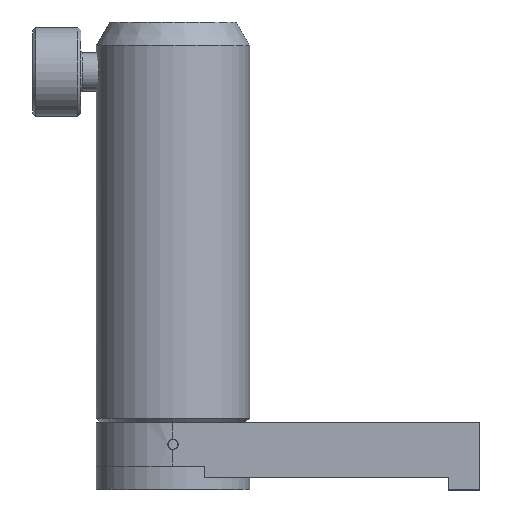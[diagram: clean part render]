
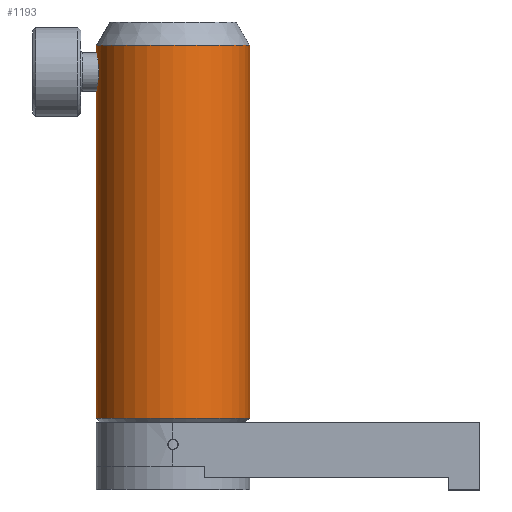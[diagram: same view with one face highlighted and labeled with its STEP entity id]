
A CAD part, top view. The second image highlights one B-rep face of the part: STEP entity #1193.
In plain terms, the highlighted cylindrical face has radius 12.497 mm (diameter 24.994 mm), a partial arc.
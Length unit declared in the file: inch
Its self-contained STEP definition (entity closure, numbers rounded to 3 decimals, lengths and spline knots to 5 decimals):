
#386 = CARTESIAN_POINT ( 'NONE',  ( -0.31208, 2.47324, 0.05557 ) ) ;
#387 = CARTESIAN_POINT ( 'NONE',  ( -0.3112, 2.46961, 0.06274 ) ) ;
#388 = CARTESIAN_POINT ( 'NONE',  ( -0.30928, 2.4611, 0.0762 ) ) ;
#389 = CARTESIAN_POINT ( 'NONE',  ( -0.30824, 2.45623, 0.08245 ) ) ;
#390 = CARTESIAN_POINT ( 'NONE',  ( -0.30509, 2.43978, 0.09977 ) ) ;
#391 = CARTESIAN_POINT ( 'NONE',  ( -0.30305, 2.42697, 0.10873 ) ) ;
#392 = CARTESIAN_POINT ( 'NONE',  ( -0.30074, 2.40507, 0.11831 ) ) ;
#393 = CARTESIAN_POINT ( 'NONE',  ( -0.30012, 2.39754, 0.12076 ) ) ;
#394 = CARTESIAN_POINT ( 'NONE',  ( -0.29929, 2.38241, 0.12397 ) ) ;
#395 = CARTESIAN_POINT ( 'NONE',  ( -0.29908, 2.37474, 0.12478 ) ) ;
#396 = CARTESIAN_POINT ( 'NONE',  ( -0.29907, 2.35144, 0.1248 ) ) ;
#397 = CARTESIAN_POINT ( 'NONE',  ( -0.29995, 2.33635, 0.12159 ) ) ;
#398 = CARTESIAN_POINT ( 'NONE',  ( -0.3019, 2.31789, 0.1135 ) ) ;
#399 = CARTESIAN_POINT ( 'NONE',  ( -0.30231, 2.3144, 0.11177 ) ) ;
#400 = CARTESIAN_POINT ( 'NONE',  ( -0.30318, 2.30756, 0.10793 ) ) ;
#401 = CARTESIAN_POINT ( 'NONE',  ( -0.30365, 2.30426, 0.10585 ) ) ;
#402 = CARTESIAN_POINT ( 'NONE',  ( -0.3051, 2.29467, 0.09913 ) ) ;
#403 = CARTESIAN_POINT ( 'NONE',  ( -0.30614, 2.28873, 0.094 ) ) ;
#404 = CARTESIAN_POINT ( 'NONE',  ( -0.30931, 2.27225, 0.07662 ) ) ;
#405 = CARTESIAN_POINT ( 'NONE',  ( -0.31133, 2.26378, 0.06321 ) ) ;
#406 = CARTESIAN_POINT ( 'NONE',  ( -0.31359, 2.25468, 0.04012 ) ) ;
#407 = CARTESIAN_POINT ( 'NONE',  ( -0.31417, 2.25238, 0.03222 ) ) ;
#408 = CARTESIAN_POINT ( 'NONE',  ( -0.31496, 2.24933, 0.01627 ) ) ;
#409 = CARTESIAN_POINT ( 'NONE',  ( -0.31517, 2.24857, 0.00819 ) ) ;
#410 = CARTESIAN_POINT ( 'NONE',  ( -0.31517, 2.24858, 0. ) ) ;
#446 = CARTESIAN_POINT ( 'NONE',  ( 0.17683, 2.537, 0. ) ) ;
#447 = DIRECTION ( 'NONE',  ( 0., -1., 0. ) ) ;
#448 = DIRECTION ( 'NONE',  ( -1., 0., 0. ) ) ;
#576 = CARTESIAN_POINT ( 'NONE',  ( 0.17683, 0.142, 0. ) ) ;
#577 = DIRECTION ( 'NONE',  ( 0., 1., 0. ) ) ;
#578 = DIRECTION ( 'NONE',  ( -1., 0., 0. ) ) ;
#1193 = ADVANCED_FACE ( 'NONE', ( #1984 ), #1987, .T. ) ;
#1770 = CARTESIAN_POINT ( 'NONE',  ( -0.31517, 2.687, 0. ) ) ;
#1771 = DIRECTION ( 'NONE',  ( 0., -1., 0. ) ) ;
#1772 = CARTESIAN_POINT ( 'NONE',  ( -0.31517, 2.687, 0. ) ) ;
#1773 = DIRECTION ( 'NONE',  ( 0., -1., 0. ) ) ;
#1846 = CARTESIAN_POINT ( 'NONE',  ( 0.66883, 2.687, 0. ) ) ;
#1847 = DIRECTION ( 'NONE',  ( 0., -1., 0. ) ) ;
#1853 = CARTESIAN_POINT ( 'NONE',  ( -0.31517, 2.48542, 0. ) ) ;
#1854 = CARTESIAN_POINT ( 'NONE',  ( -0.31517, 2.48543, 0.0164 ) ) ;
#1855 = CARTESIAN_POINT ( 'NONE',  ( -0.31435, 2.48239, 0.03234 ) ) ;
#1984 = FACE_OUTER_BOUND ( 'NONE', #15418, .T. ) ;
#1987 = CYLINDRICAL_SURFACE ( 'NONE', #21951, 0.492 ) ;
#3960 = ORIENTED_EDGE ( 'NONE', *, *, #7422, .T. ) ;
#3961 = ORIENTED_EDGE ( 'NONE', *, *, #7445, .T. ) ;
#3962 = ORIENTED_EDGE ( 'NONE', *, *, #7439, .T. ) ;
#3999 = ORIENTED_EDGE ( 'NONE', *, *, #7436, .F. ) ;
#4003 = ORIENTED_EDGE ( 'NONE', *, *, #7421, .T. ) ;
#4004 = ORIENTED_EDGE ( 'NONE', *, *, #7477, .T. ) ;
#5929 = B_SPLINE_CURVE_WITH_KNOTS ( 'NONE', 3,
 ( #1853, #1854, #1855, #386, #387, #388, #389, #390, #391, #392, #393, #394, #395, #396, #397, #398, #399, #400, #401, #402, #403, #404, #405, #406, #407, #408, #409, #410 ),
 .UNSPECIFIED., .F., .F.,
 ( 4, 2, 2, 2, 2, 2, 2, 2, 2, 2, 2, 2, 2, 4 ),
 ( 0.49985, 0.56237, 0.59363, 0.62489, 0.68741, 0.71866, 0.74992, 0.81244, 0.82807, 0.8437, 0.87496, 0.93748, 0.96874, 1. ),
 .UNSPECIFIED. ) ;
#5946 = AXIS2_PLACEMENT_3D ( 'NONE', #576, #577, #578 ) ;
#5959 = CIRCLE ( 'NONE', #5946, 0.492 ) ;
#6045 = AXIS2_PLACEMENT_3D ( 'NONE', #446, #447, #448 ) ;
#6048 = CIRCLE ( 'NONE', #6045, 0.492 ) ;
#6151 = VECTOR ( 'NONE', #1847, 39.37008 ) ;
#6331 = VECTOR ( 'NONE', #1771, 39.37008 ) ;
#6332 = VECTOR ( 'NONE', #1773, 39.37008 ) ;
#7421 = EDGE_CURVE ( 'NONE', #21520, #21501, #17493, .T. ) ;
#7422 = EDGE_CURVE ( 'NONE', #21514, #21521, #17494, .T. ) ;
#7436 = EDGE_CURVE ( 'NONE', #21513, #21502, #17502, .T. ) ;
#7439 = EDGE_CURVE ( 'NONE', #21521, #21520, #5929, .T. ) ;
#7445 = EDGE_CURVE ( 'NONE', #21513, #21514, #6048, .T. ) ;
#7477 = EDGE_CURVE ( 'NONE', #21501, #21502, #5959, .T. ) ;
#13857 = CARTESIAN_POINT ( 'NONE',  ( -0.31517, 0.142, 0. ) ) ;
#13858 = CARTESIAN_POINT ( 'NONE',  ( 0.66883, 0.142, 0. ) ) ;
#13869 = CARTESIAN_POINT ( 'NONE',  ( 0.66883, 2.537, 0. ) ) ;
#13870 = CARTESIAN_POINT ( 'NONE',  ( -0.31517, 2.537, 0. ) ) ;
#13876 = CARTESIAN_POINT ( 'NONE',  ( -0.31517, 2.24858, 0. ) ) ;
#13877 = CARTESIAN_POINT ( 'NONE',  ( -0.31517, 2.48542, 0. ) ) ;
#15418 = EDGE_LOOP ( 'NONE', ( #3961, #3960, #3962, #4003, #4004, #3999 ) ) ;
#17493 = LINE ( 'NONE', #1770, #6331 ) ;
#17494 = LINE ( 'NONE', #1772, #6332 ) ;
#17502 = LINE ( 'NONE', #1846, #6151 ) ;
#20231 = CARTESIAN_POINT ( 'NONE',  ( 0.17683, 2.687, 0. ) ) ;
#20232 = DIRECTION ( 'NONE',  ( 0., -1., 0. ) ) ;
#20233 = DIRECTION ( 'NONE',  ( 1., 0., 0. ) ) ;
#21501 = VERTEX_POINT ( 'NONE', #13857 ) ;
#21502 = VERTEX_POINT ( 'NONE', #13858 ) ;
#21513 = VERTEX_POINT ( 'NONE', #13869 ) ;
#21514 = VERTEX_POINT ( 'NONE', #13870 ) ;
#21520 = VERTEX_POINT ( 'NONE', #13876 ) ;
#21521 = VERTEX_POINT ( 'NONE', #13877 ) ;
#21951 = AXIS2_PLACEMENT_3D ( 'NONE', #20231, #20232, #20233 ) ;
